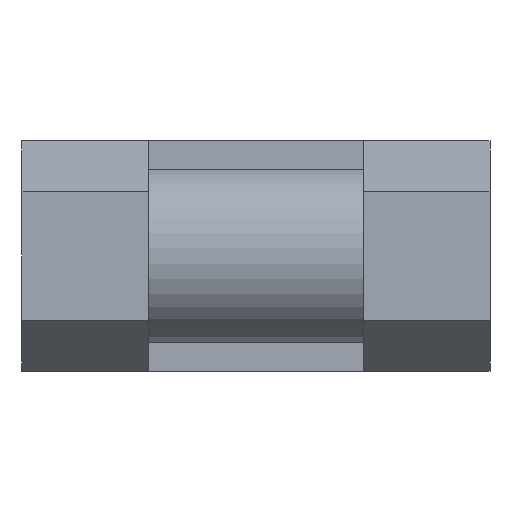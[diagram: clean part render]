
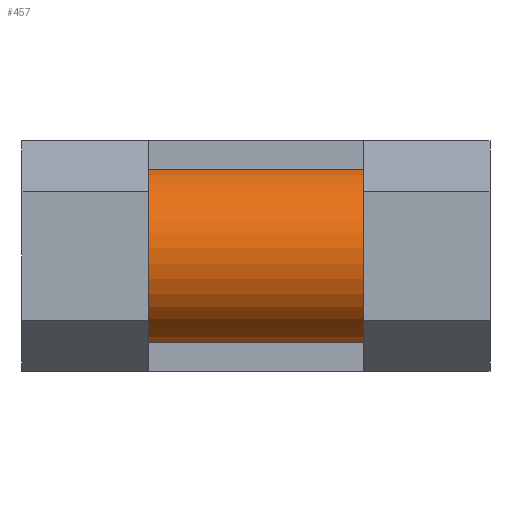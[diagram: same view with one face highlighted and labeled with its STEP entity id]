
A CAD part, front view. The second image highlights one B-rep face of the part: STEP entity #457.
In plain terms, the highlighted cylindrical face has radius 12 mm (diameter 24 mm), a partial arc.
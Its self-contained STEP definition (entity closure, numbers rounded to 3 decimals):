
#50 = LINE ( 'NONE', #2140, #347 ) ;
#120 = EDGE_CURVE ( 'NONE', #2201, #251, #1037, .T. ) ;
#226 = VERTEX_POINT ( 'NONE', #1885 ) ;
#247 = DIRECTION ( 'NONE',  ( 1., 0., 0. ) ) ;
#251 = VERTEX_POINT ( 'NONE', #2107 ) ;
#339 = CARTESIAN_POINT ( 'NONE',  ( -14.5, 0., 0. ) ) ;
#347 = VECTOR ( 'NONE', #247, 1000. ) ;
#388 = AXIS2_PLACEMENT_3D ( 'NONE', #339, #500, #1664 ) ;
#457 = ADVANCED_FACE ( 'NONE', ( #1049 ), #2218, .T. ) ;
#463 = EDGE_LOOP ( 'NONE', ( #785, #1419, #516, #1883 ) ) ;
#500 = DIRECTION ( 'NONE',  ( 1., 0., 0. ) ) ;
#516 = ORIENTED_EDGE ( 'NONE', *, *, #1088, .F. ) ;
#540 = CARTESIAN_POINT ( 'NONE',  ( 14.5, 0., 0. ) ) ;
#570 = CARTESIAN_POINT ( 'NONE',  ( -14.5, 0., 0. ) ) ;
#736 = CARTESIAN_POINT ( 'NONE',  ( -14.5, -3.153, -11.578 ) ) ;
#774 = VERTEX_POINT ( 'NONE', #1807 ) ;
#785 = ORIENTED_EDGE ( 'NONE', *, *, #1004, .F. ) ;
#831 = CARTESIAN_POINT ( 'NONE',  ( 14.5, -3.153, 11.578 ) ) ;
#955 = DIRECTION ( 'NONE',  ( 1., 0., 0. ) ) ;
#1004 = EDGE_CURVE ( 'NONE', #251, #226, #2227, .T. ) ;
#1019 = EDGE_CURVE ( 'NONE', #774, #226, #1284, .T. ) ;
#1037 = CIRCLE ( 'NONE', #1701, 12. ) ;
#1049 = FACE_OUTER_BOUND ( 'NONE', #463, .T. ) ;
#1088 = EDGE_CURVE ( 'NONE', #774, #2201, #50, .T. ) ;
#1284 = CIRCLE ( 'NONE', #1401, 12. ) ;
#1401 = AXIS2_PLACEMENT_3D ( 'NONE', #570, #955, #1888 ) ;
#1419 = ORIENTED_EDGE ( 'NONE', *, *, #120, .F. ) ;
#1432 = VECTOR ( 'NONE', #2263, 1000. ) ;
#1664 = DIRECTION ( 'NONE',  ( 0., 0., -1. ) ) ;
#1701 = AXIS2_PLACEMENT_3D ( 'NONE', #540, #2049, #2034 ) ;
#1807 = CARTESIAN_POINT ( 'NONE',  ( -14.5, -3.153, 11.578 ) ) ;
#1883 = ORIENTED_EDGE ( 'NONE', *, *, #1019, .T. ) ;
#1885 = CARTESIAN_POINT ( 'NONE',  ( -14.5, -3.153, -11.578 ) ) ;
#1888 = DIRECTION ( 'NONE',  ( 0., 0., -1. ) ) ;
#2034 = DIRECTION ( 'NONE',  ( 0., 0., -1. ) ) ;
#2049 = DIRECTION ( 'NONE',  ( 1., 0., 0. ) ) ;
#2107 = CARTESIAN_POINT ( 'NONE',  ( 14.5, -3.153, -11.578 ) ) ;
#2140 = CARTESIAN_POINT ( 'NONE',  ( -14.5, -3.153, 11.578 ) ) ;
#2201 = VERTEX_POINT ( 'NONE', #831 ) ;
#2218 = CYLINDRICAL_SURFACE ( 'NONE', #388, 12. ) ;
#2227 = LINE ( 'NONE', #736, #1432 ) ;
#2263 = DIRECTION ( 'NONE',  ( -1., 0., 0. ) ) ;
